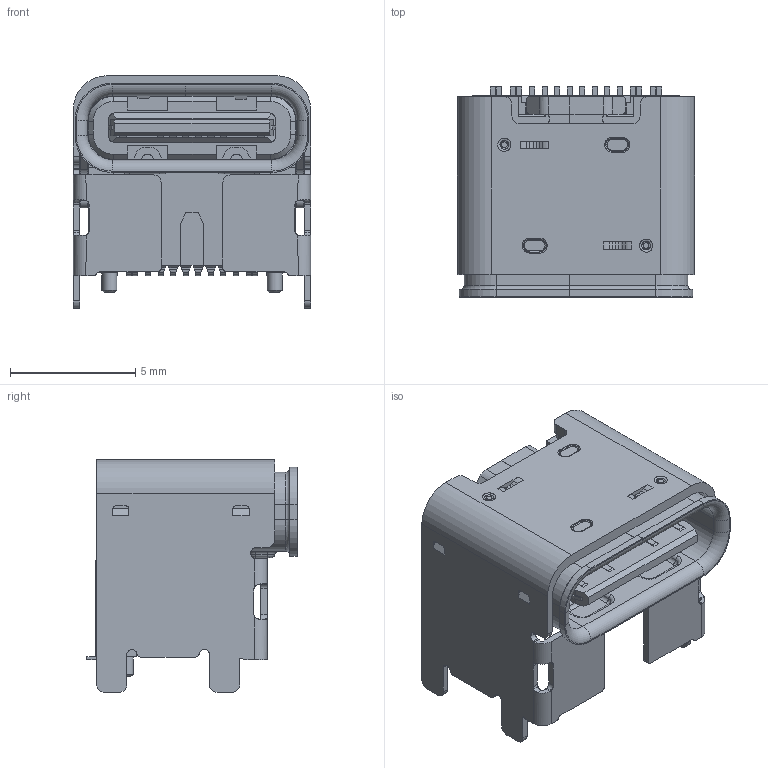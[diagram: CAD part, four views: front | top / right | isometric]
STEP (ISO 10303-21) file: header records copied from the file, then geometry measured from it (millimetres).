
FILE_DESCRIPTION(/* description */ (''),/* implementation_level */ '2;1');
FILE_NAME(/* name */ '1.stp',/* time_stamp */ '2022-02-09T10:23:28+02:00',/* author */ ('Karim'),/* organization */ (''),/* preprocessor_version */ 'ST-DEVELOPER v15.6',/* originating_system */ 'Autodesk Inventor 2015',/* authorisation */ '');
FILE_SCHEMA (('AUTOMOTIVE_DESIGN { 1 0 10303 214 3 1 1 }'));
Length unit declared in the file: millimetre
Products named in the file (30): 1; 1_1; 1_2; 1_3; 1_4; 1_5; 1_6; 1_7; 1_8; 1_9; 1_10; 1_11; 1_12; 1_13; 1_14; 1_15; 2; 3; 4; 5; 6; 7; 8; 9; 10; 11; 2171800001; Molex Logo
Bounding box: 9.47 x 8.4 x 9.29 mm (x, y, z)
Volume: 248.2 mm3; surface area: 1248 mm2
Topology: 74 solids, 74 shells, 1728 faces, 4541 edges, 2981 vertices
Faces by surface type: plane 1188, cylinder 376, bspline 82, torus 54, cone 28
Full cylindrical faces by diameter (mm): 0.6 x2
Entity records: 55439 total; most frequent: CARTESIAN_POINT 12102, ORIENTED_EDGE 9042, DIRECTION 8595, EDGE_CURVE 4521, LINE 3345, VECTOR 3345, VERTEX_POINT 2971, AXIS2_PLACEMENT_3D 2625
